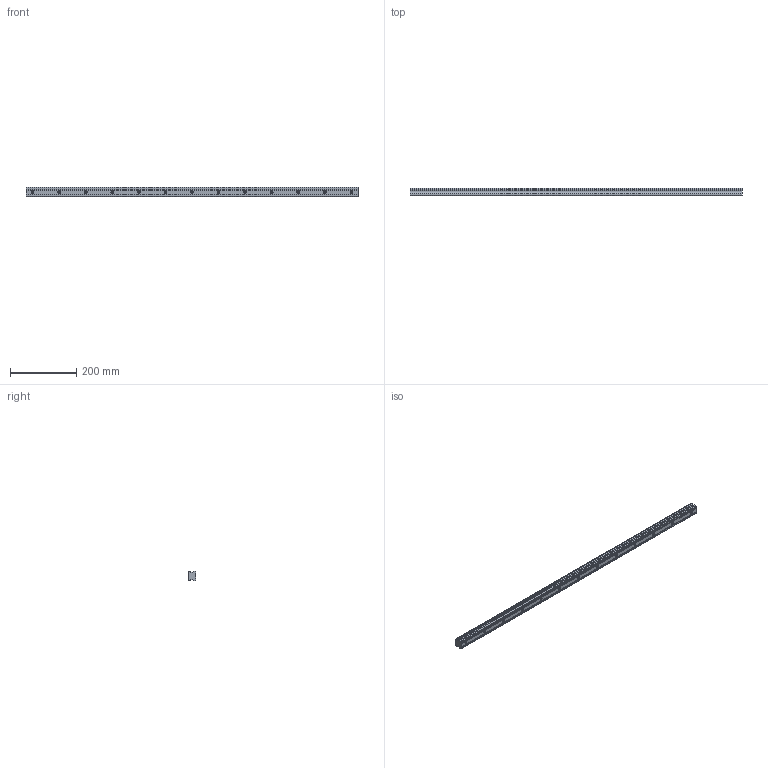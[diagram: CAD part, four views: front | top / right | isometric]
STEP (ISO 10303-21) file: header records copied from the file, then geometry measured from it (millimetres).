
FILE_DESCRIPTION(/* description */ (''),/* implementation_level */ '2;1');
FILE_NAME(/* name */ 'LGBR30C.stp',/* time_stamp */ '2018-07-20T18:08:27+02:00',/* author */ ('nesvadba'),/* organization */ (''),/* preprocessor_version */ 'ST-DEVELOPER v16.1',/* originating_system */ 'Autodesk Inventor 2016',/* authorisation */ '');
FILE_SCHEMA (('AUTOMOTIVE_DESIGN { 1 0 10303 214 3 1 1 }'));
Length unit declared in the file: millimetre
Products named in the file (1): BGR30C01000
Bounding box: 1000 x 22.8 x 28 mm (x, y, z)
Volume: 563781.4 mm3; surface area: 109393.1 mm2
Topology: 1 solids, 1 shells, 114 faces, 271 edges, 172 vertices
Faces by surface type: cone 39, plane 39, cylinder 36
Full cylindrical faces by diameter (mm): 6.647 x26
Entity records: 2750 total; most frequent: DIRECTION 508, CARTESIAN_POINT 441, ORIENTED_EDGE 360, AXIS2_PLACEMENT_3D 213, EDGE_LOOP 192, EDGE_CURVE 180, VERTEX_POINT 146, FACE_OUTER_BOUND 114
